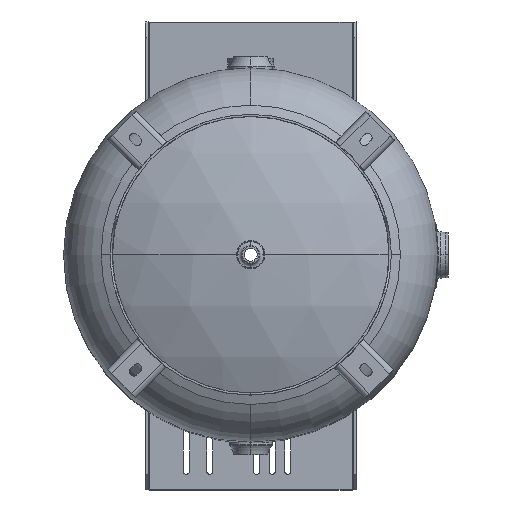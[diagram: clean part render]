
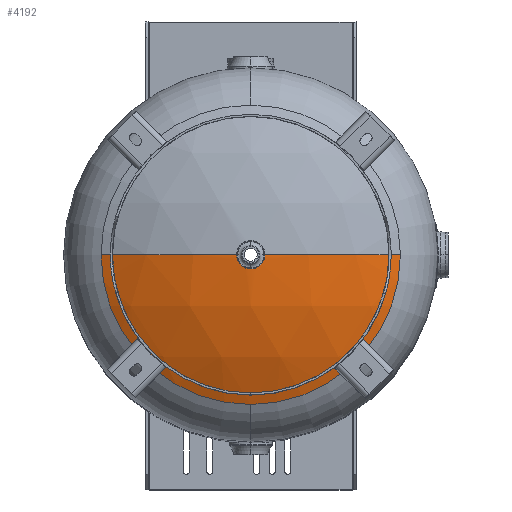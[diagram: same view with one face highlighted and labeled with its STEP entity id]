
A CAD part, top view. The second image highlights one B-rep face of the part: STEP entity #4192.
In plain terms, the highlighted spherical face has radius 548.64 mm.
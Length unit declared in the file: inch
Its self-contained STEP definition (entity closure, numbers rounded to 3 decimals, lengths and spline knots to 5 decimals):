
#48 = AXIS2_PLACEMENT_3D ( 'NONE', #414, #415, #416 ) ;
#50 = AXIS2_PLACEMENT_3D ( 'NONE', #503, #504, #505 ) ;
#80 = CIRCLE ( 'NONE', #50, 9.6 ) ;
#92 = CIRCLE ( 'NONE', #48, 9.6 ) ;
#96 = AXIS2_PLACEMENT_3D ( 'NONE', #421, #422, #423 ) ;
#101 = CIRCLE ( 'NONE', #111, 21.6 ) ;
#102 = AXIS2_PLACEMENT_3D ( 'NONE', #345, #346, #347 ) ;
#107 = CIRCLE ( 'NONE', #96, 0.5965 ) ;
#110 = CIRCLE ( 'NONE', #102, 21.6 ) ;
#111 = AXIS2_PLACEMENT_3D ( 'NONE', #418, #419, #420 ) ;
#345 = CARTESIAN_POINT ( 'NONE',  ( 0., 0., 1.4 ) ) ;
#346 = DIRECTION ( 'NONE',  ( 0., 1., 0. ) ) ;
#347 = DIRECTION ( 'NONE',  ( 0., 0., 1. ) ) ;
#414 = CARTESIAN_POINT ( 'NONE',  ( 0., 0., 20.74942 ) ) ;
#415 = DIRECTION ( 'NONE',  ( 0., 0., -1. ) ) ;
#416 = DIRECTION ( 'NONE',  ( 0., 1., 0. ) ) ;
#418 = CARTESIAN_POINT ( 'NONE',  ( 0., 0., 1.4 ) ) ;
#419 = DIRECTION ( 'NONE',  ( 0., -1., 0. ) ) ;
#420 = DIRECTION ( 'NONE',  ( 1., 0., 0. ) ) ;
#421 = CARTESIAN_POINT ( 'NONE',  ( 0., 0., 22.99176 ) ) ;
#422 = DIRECTION ( 'NONE',  ( 0., 0., 1. ) ) ;
#423 = DIRECTION ( 'NONE',  ( -1., 0., 0. ) ) ;
#503 = CARTESIAN_POINT ( 'NONE',  ( 0., 0., 20.74942 ) ) ;
#504 = DIRECTION ( 'NONE',  ( 0., 0., -1. ) ) ;
#505 = DIRECTION ( 'NONE',  ( 0., 1., 0. ) ) ;
#1149 = CARTESIAN_POINT ( 'NONE',  ( 0.5965, 0., 22.99176 ) ) ;
#3149 = CARTESIAN_POINT ( 'NONE',  ( 0., 0., 1.4 ) ) ;
#3151 = FACE_OUTER_BOUND ( 'NONE', #5568, .T. ) ;
#3155 = SPHERICAL_SURFACE ( 'NONE', #4314, 21.6 ) ;
#3160 = DIRECTION ( 'NONE',  ( 0., -1., 0. ) ) ;
#3162 = DIRECTION ( 'NONE',  ( 1., 0., 0. ) ) ;
#3923 = VERTEX_POINT ( 'NONE', #1149 ) ;
#3969 = EDGE_CURVE ( 'NONE', #3923, #9003, #110, .T. ) ;
#3971 = EDGE_CURVE ( 'NONE', #9008, #9020, #92, .T. ) ;
#3973 = EDGE_CURVE ( 'NONE', #9042, #9020, #101, .T. ) ;
#3974 = EDGE_CURVE ( 'NONE', #9042, #3923, #107, .T. ) ;
#3983 = EDGE_CURVE ( 'NONE', #9003, #9008, #80, .T. ) ;
#4192 = ADVANCED_FACE ( 'NONE', ( #3151 ), #3155, .T. ) ;
#4314 = AXIS2_PLACEMENT_3D ( 'NONE', #3149, #3160, #3162 ) ;
#5568 = EDGE_LOOP ( 'NONE', ( #7380, #7378, #7376, #7374, #7372 ) ) ;
#7372 = ORIENTED_EDGE ( 'NONE', *, *, #3969, .F. ) ;
#7374 = ORIENTED_EDGE ( 'NONE', *, *, #3983, .F. ) ;
#7376 = ORIENTED_EDGE ( 'NONE', *, *, #3971, .F. ) ;
#7378 = ORIENTED_EDGE ( 'NONE', *, *, #3973, .T. ) ;
#7380 = ORIENTED_EDGE ( 'NONE', *, *, #3974, .F. ) ;
#9003 = VERTEX_POINT ( 'NONE', #10859 ) ;
#9008 = VERTEX_POINT ( 'NONE', #10872 ) ;
#9020 = VERTEX_POINT ( 'NONE', #10887 ) ;
#9042 = VERTEX_POINT ( 'NONE', #10910 ) ;
#10859 = CARTESIAN_POINT ( 'NONE',  ( 9.6, 0., 20.74942 ) ) ;
#10872 = CARTESIAN_POINT ( 'NONE',  ( 0., -9.6, 20.74942 ) ) ;
#10887 = CARTESIAN_POINT ( 'NONE',  ( -9.6, 0., 20.74942 ) ) ;
#10910 = CARTESIAN_POINT ( 'NONE',  ( -0.5965, 0., 22.99176 ) ) ;
